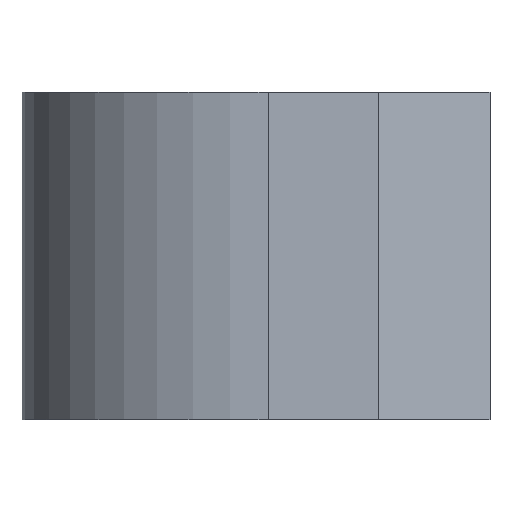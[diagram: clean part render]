
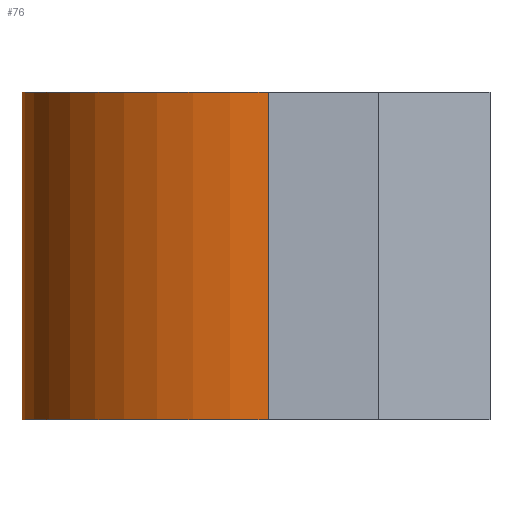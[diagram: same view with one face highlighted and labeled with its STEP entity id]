
A CAD part, front view. The second image highlights one B-rep face of the part: STEP entity #76.
In plain terms, the highlighted cylindrical face has radius 100 mm (diameter 200 mm), a partial arc.
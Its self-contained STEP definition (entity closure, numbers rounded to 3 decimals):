
#65=CIRCLE('',#372,100.);
#66=CIRCLE('',#373,100.);
#76=ADVANCED_FACE('',(#99),#92,.T.);
#92=CYLINDRICAL_SURFACE('',#374,100.);
#99=FACE_OUTER_BOUND('',#119,.T.);
#119=EDGE_LOOP('',(#161,#162,#163,#164));
#161=ORIENTED_EDGE('',*,*,#278,.T.);
#162=ORIENTED_EDGE('',*,*,#279,.F.);
#163=ORIENTED_EDGE('',*,*,#280,.F.);
#164=ORIENTED_EDGE('',*,*,#276,.T.);
#243=VERTEX_POINT('',#695);
#244=VERTEX_POINT('',#697);
#245=VERTEX_POINT('',#701);
#246=VERTEX_POINT('',#703);
#276=EDGE_CURVE('',#244,#243,#313,.T.);
#278=EDGE_CURVE('',#243,#245,#65,.T.);
#279=EDGE_CURVE('',#246,#245,#315,.T.);
#280=EDGE_CURVE('',#244,#246,#66,.T.);
#313=LINE('',#696,#342);
#315=LINE('',#702,#344);
#342=VECTOR('',#417,1.);
#344=VECTOR('',#423,1.);
#372=AXIS2_PLACEMENT_3D('',#700,#421,#422);
#373=AXIS2_PLACEMENT_3D('',#704,#424,#425);
#374=AXIS2_PLACEMENT_3D('',#705,#426,#427);
#417=DIRECTION('',(0.,0.,-1.));
#421=DIRECTION('',(0.,0.,1.));
#422=DIRECTION('',(1.,0.,0.));
#423=DIRECTION('',(0.,0.,-1.));
#424=DIRECTION('',(0.,0.,1.));
#425=DIRECTION('',(1.,0.,0.));
#426=DIRECTION('',(0.,0.,-1.));
#427=DIRECTION('',(-1.,0.,0.));
#695=CARTESIAN_POINT('',(0.,44.828,-70.));
#696=CARTESIAN_POINT('',(0.,44.828,70.));
#697=CARTESIAN_POINT('',(0.,44.828,70.));
#700=CARTESIAN_POINT('',(100.,44.828,-70.));
#701=CARTESIAN_POINT('',(105.234,-55.035,-70.));
#702=CARTESIAN_POINT('',(105.234,-55.035,70.));
#703=CARTESIAN_POINT('',(105.234,-55.035,70.));
#704=CARTESIAN_POINT('',(100.,44.828,70.));
#705=CARTESIAN_POINT('',(100.,44.828,70.));
